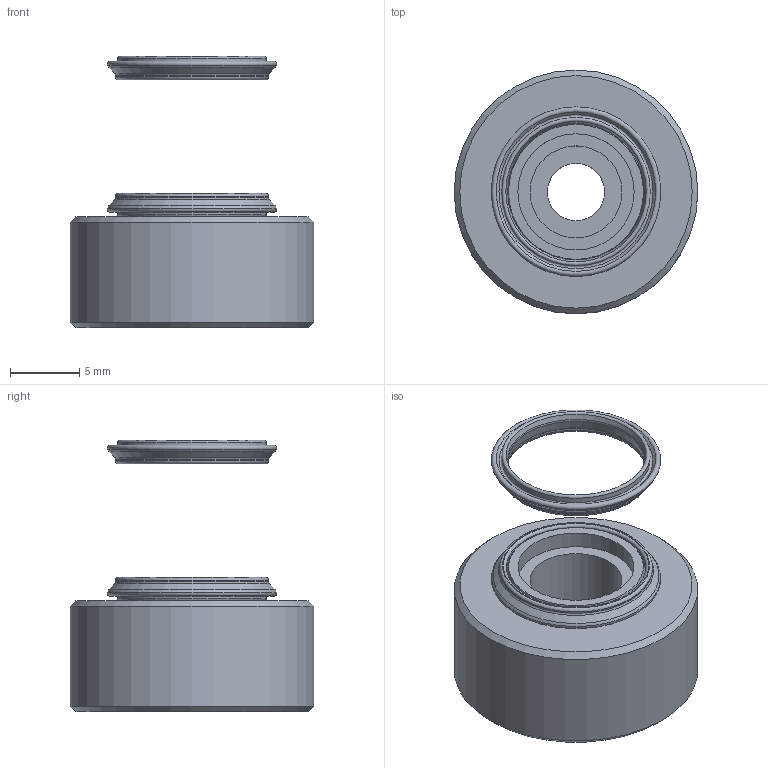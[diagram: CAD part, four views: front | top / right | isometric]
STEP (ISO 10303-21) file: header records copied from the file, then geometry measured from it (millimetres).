
FILE_DESCRIPTION(/* description */ ('STEP AP214'),/* implementation_level */ '2;1');
FILE_NAME(/* name */ '2643771_VAMC-B10-C-B-S8',/* time_stamp */ '2024-09-16T07:20:32+02:00',/* author */ ('License CC BY-ND 4.0'),/* organization */ ('CADENAS'),/* preprocessor_version */ 'ST-DEVELOPER v19.3',/* originating_system */ 'PARTsolutions',/* authorisation */ ' ');
FILE_SCHEMA (('AUTOMOTIVE_DESIGN {1 0 10303 214 3 1 1}'));
Length unit declared in the file: millimetre
Products named in the file (3): 2643771 VAMC-B10-C-B-S8; 2322266 VACS-C-C1; 1579201 VACS-C-C1
Assembly tree (3 placements, depth 2):
  2643771 VAMC-B10-C-B-S8
    2322266 VACS-C-C1
    1579201 VACS-C-C1  x2
Bounding box: 17.6 x 17.6 x 19.6 mm (x, y, z)
Volume: 1862.8 mm3; surface area: 1442.4 mm2
Topology: 3 solids, 3 shells, 49 faces, 91 edges, 49 vertices
Faces by surface type: torus 19, cone 12, cylinder 11, plane 7
Full cylindrical faces by diameter (mm): 4.134 x1, 6.647 x1, 8.4 x1, 10 x1, 10.1 x2, 10.728 x2, 11.052 x2, 17.6 x1
Entity records: 736 total; most frequent: DIRECTION 136, CARTESIAN_POINT 100, AXIS2_PLACEMENT_3D 68, ORIENTED_EDGE 64, EDGE_LOOP 64, FACE_BOUND 64, EDGE_CURVE 32, VERTEX_POINT 32
